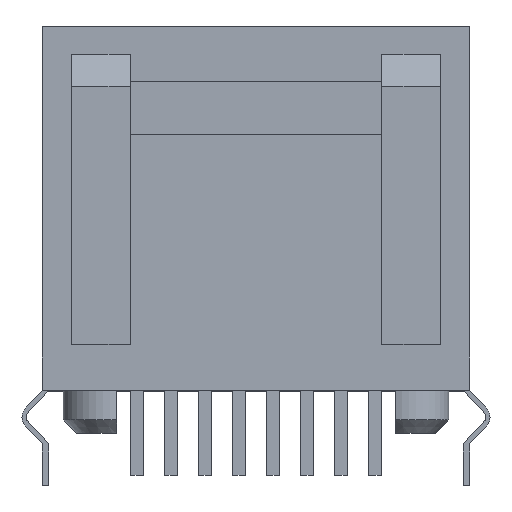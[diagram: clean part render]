
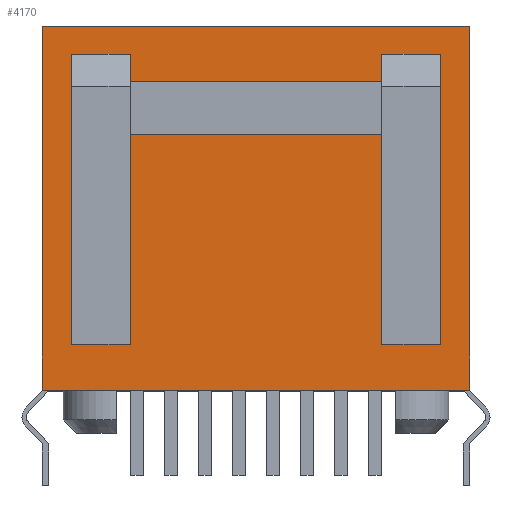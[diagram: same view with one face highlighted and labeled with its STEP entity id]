
A CAD part, top view. The second image highlights one B-rep face of the part: STEP entity #4170.
In plain terms, the highlighted planar face has unit normal (0, 0, 1).
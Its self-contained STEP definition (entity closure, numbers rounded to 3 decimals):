
#3100=CARTESIAN_POINT('',(0.,0.,21.3));
#3110=DIRECTION('',(0.,0.,1.));
#3120=DIRECTION('',(1.,0.,0.));
#3130=AXIS2_PLACEMENT_3D('',#3100,#3110,#3120);
#3140=PLANE('',#3130);
#3150=CARTESIAN_POINT('',(-7.505,6.8,21.3));
#3160=DIRECTION('',(1.,0.,0.));
#3170=VECTOR('',#3160,1.);
#3180=LINE('',#3150,#3170);
#3190=CARTESIAN_POINT('',(-7.505,6.8,21.3));
#3200=VERTEX_POINT('',#3190);
#3210=CARTESIAN_POINT('',(8.495,6.8,21.3));
#3220=VERTEX_POINT('',#3210);
#3230=EDGE_CURVE('',#3200,#3220,#3180,.T.);
#3240=ORIENTED_EDGE('',*,*,#3230,.F.);
#3250=CARTESIAN_POINT('',(8.495,6.8,21.3));
#3260=DIRECTION('',(0.,-1.,0.));
#3270=VECTOR('',#3260,1.);
#3280=LINE('',#3250,#3270);
#3290=CARTESIAN_POINT('',(8.495,-6.8,21.3));
#3300=VERTEX_POINT('',#3290);
#3310=EDGE_CURVE('',#3220,#3300,#3280,.T.);
#3320=ORIENTED_EDGE('',*,*,#3310,.F.);
#3330=CARTESIAN_POINT('',(8.495,-6.8,21.3));
#3340=DIRECTION('',(-1.,0.,0.));
#3350=VECTOR('',#3340,1.);
#3360=LINE('',#3330,#3350);
#3370=CARTESIAN_POINT('',(-7.505,-6.8,21.3));
#3380=VERTEX_POINT('',#3370);
#3390=EDGE_CURVE('',#3300,#3380,#3360,.T.);
#3400=ORIENTED_EDGE('',*,*,#3390,.F.);
#3410=CARTESIAN_POINT('',(-7.505,-6.8,21.3));
#3420=DIRECTION('',(0.,1.,0.));
#3430=VECTOR('',#3420,1.);
#3440=LINE('',#3410,#3430);
#3450=EDGE_CURVE('',#3380,#3200,#3440,.T.);
#3460=ORIENTED_EDGE('',*,*,#3450,.F.);
#3470=EDGE_LOOP('',(#3460,#3400,#3320,#3240));
#3480=FACE_OUTER_BOUND('',#3470,.T.);
#3490=CARTESIAN_POINT('',(0.,5.75,21.3));
#3500=DIRECTION('',(-1.,0.,0.));
#3510=VECTOR('',#3500,1.);
#3520=LINE('',#3490,#3510);
#3530=CARTESIAN_POINT('',(-4.205,5.75,21.3));
#3540=VERTEX_POINT('',#3530);
#3550=CARTESIAN_POINT('',(-6.405,5.75,21.3));
#3560=VERTEX_POINT('',#3550);
#3570=EDGE_CURVE('',#3540,#3560,#3520,.T.);
#3580=ORIENTED_EDGE('',*,*,#3570,.F.);
#3590=CARTESIAN_POINT('',(-6.405,0.,21.3));
#3600=DIRECTION('',(-0.,-1.,0.));
#3610=VECTOR('',#3600,1.);
#3620=LINE('',#3590,#3610);
#3630=CARTESIAN_POINT('',(-6.405,4.75,21.3));
#3640=VERTEX_POINT('',#3630);
#3650=EDGE_CURVE('',#3560,#3640,#3620,.T.);
#3660=ORIENTED_EDGE('',*,*,#3650,.F.);
#3670=CARTESIAN_POINT('',(0.,4.75,21.3));
#3680=DIRECTION('',(1.,0.,0.));
#3690=VECTOR('',#3680,1.);
#3700=LINE('',#3670,#3690);
#3710=CARTESIAN_POINT('',(-4.205,4.75,21.3));
#3720=VERTEX_POINT('',#3710);
#3730=EDGE_CURVE('',#3640,#3720,#3700,.T.);
#3740=ORIENTED_EDGE('',*,*,#3730,.F.);
#3750=CARTESIAN_POINT('',(-4.205,0.,21.3));
#3760=DIRECTION('',(0.,-1.,0.));
#3770=VECTOR('',#3760,1.);
#3780=LINE('',#3750,#3770);
#3790=EDGE_CURVE('',#3540,#3720,#3780,.T.);
#3800=ORIENTED_EDGE('',*,*,#3790,.T.);
#3810=EDGE_LOOP('',(#3800,#3740,#3660,#3580));
#3820=FACE_BOUND('',#3810,.T.);
#3830=CARTESIAN_POINT('',(5.195,0.,21.3));
#3840=DIRECTION('',(-0.,1.,0.));
#3850=VECTOR('',#3840,1.);
#3860=LINE('',#3830,#3850);
#3870=CARTESIAN_POINT('',(5.195,4.75,21.3));
#3880=VERTEX_POINT('',#3870);
#3890=CARTESIAN_POINT('',(5.195,5.75,21.3));
#3900=VERTEX_POINT('',#3890);
#3910=EDGE_CURVE('',#3880,#3900,#3860,.T.);
#3920=ORIENTED_EDGE('',*,*,#3910,.T.);
#3930=CARTESIAN_POINT('',(0.,4.75,21.3));
#3940=DIRECTION('',(1.,0.,0.));
#3950=VECTOR('',#3940,1.);
#3960=LINE('',#3930,#3950);
#3970=CARTESIAN_POINT('',(7.395,4.75,21.3));
#3980=VERTEX_POINT('',#3970);
#3990=EDGE_CURVE('',#3880,#3980,#3960,.T.);
#4000=ORIENTED_EDGE('',*,*,#3990,.F.);
#4010=CARTESIAN_POINT('',(7.395,0.,21.3));
#4020=DIRECTION('',(-0.,-1.,0.));
#4030=VECTOR('',#4020,1.);
#4040=LINE('',#4010,#4030);
#4050=CARTESIAN_POINT('',(7.395,5.75,21.3));
#4060=VERTEX_POINT('',#4050);
#4070=EDGE_CURVE('',#4060,#3980,#4040,.T.);
#4080=ORIENTED_EDGE('',*,*,#4070,.T.);
#4090=CARTESIAN_POINT('',(0.,5.75,21.3));
#4100=DIRECTION('',(-1.,0.,0.));
#4110=VECTOR('',#4100,1.);
#4120=LINE('',#4090,#4110);
#4130=EDGE_CURVE('',#4060,#3900,#4120,.T.);
#4140=ORIENTED_EDGE('',*,*,#4130,.F.);
#4150=EDGE_LOOP('',(#4140,#4080,#4000,#3920));
#4160=FACE_BOUND('',#4150,.T.);
#4170=ADVANCED_FACE('',(#3480,#3820,#4160),#3140,.T.);
